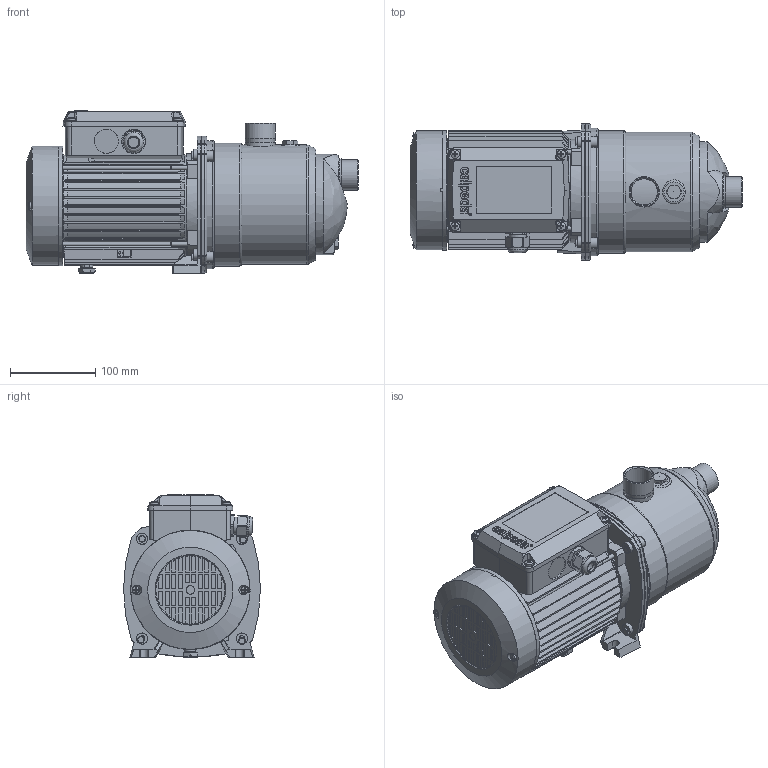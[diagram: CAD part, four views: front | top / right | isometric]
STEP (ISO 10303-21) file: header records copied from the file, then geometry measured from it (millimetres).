
FILE_DESCRIPTION(('STEP AP214'),'2;1');
FILE_NAME('4_93_575_02_REV00.stp','2014-06-16T08:34:36',(''),(''),'2014.1.117','THINKDESIGN','');
FILE_SCHEMA(('AUTOMOTIVE_DESIGN'));
Bounding box: 390.5 x 161 x 191.72 mm (x, y, z)
Volume: 5929588.1 mm3; surface area: 456086.8 mm2
Topology: 12 solids, 12 shells, 1232 faces, 3344 edges, 2212 vertices
Faces by surface type: plane 678, bspline 325, cylinder 229
Full cylindrical faces by diameter (mm): 2.7 x1, 3 x1, 4.36 x4, 5 x4, 6.5 x4, 8 x6, 9 x4, 9.6 x2, 10 x5, 10.5 x2, 13 x4, 13.25 x1, 14.5 x2, 14.66 x1, 18.06 x1, 18.16 x1, 20 x1, 20.1 x1, 20.5 x1, 23 x1, 28.5 x3, 30.7 x2, 32.7 x1, 33 x1, 35.4 x1, 35.7 x1, 35.8 x1, 38 x1, 115 x1, 118.4 x1
Entity records: 60563 total; most frequent: CARTESIAN_POINT 19703, ORIENTED_EDGE 6598, DIRECTION 5544, EDGE_CURVE 3299, VERTEX_POINT 2195, VECTOR 1872, LINE 1872, AXIS2_PLACEMENT_3D 1836
